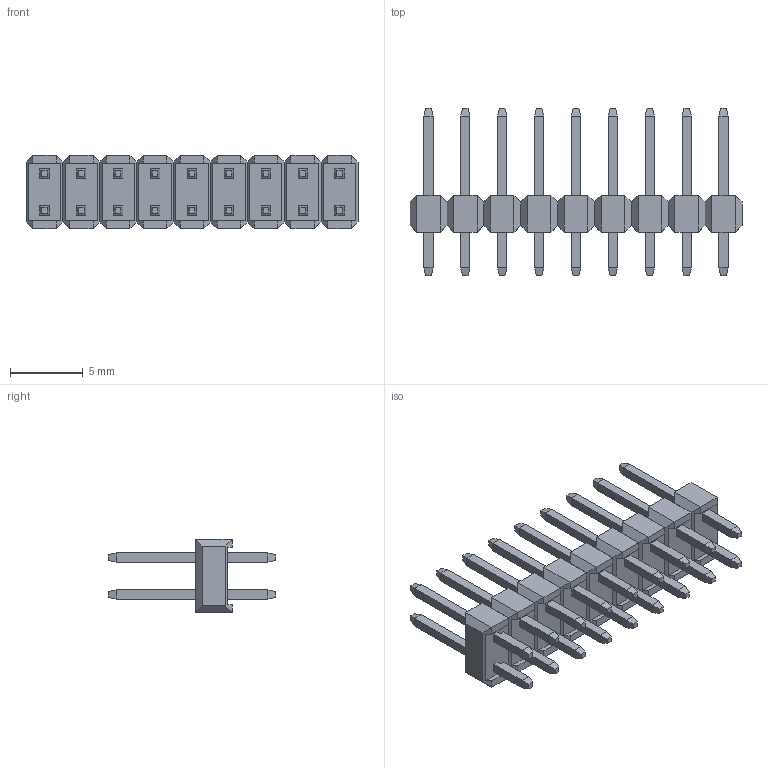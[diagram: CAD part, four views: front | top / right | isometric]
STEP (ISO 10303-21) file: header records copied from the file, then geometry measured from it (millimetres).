
FILE_DESCRIPTION (( 'STEP AP214' ), '1' );
FILE_NAME ('HEADER 2X9.STEP', '2013-11-27T11:07:08', ( '' ), ( '' ), 'SwSTEP 2.0', 'SolidWorks 2012', '' );
FILE_SCHEMA (( 'AUTOMOTIVE_DESIGN' ));
Length unit declared in the file: millimetre
Products named in the file (1): HEADER 2X9
Bounding box: 22.86 x 11.54 x 5.04 mm (x, y, z)
Volume: 311.3 mm3; surface area: 802.4 mm2
Topology: 1 solids, 1 shells, 474 faces, 1060 edges, 624 vertices
Faces by surface type: plane 474
Entity records: 17788 total; most frequent: CARTESIAN_POINT 2159, ORIENTED_EDGE 2120, DIRECTION 2010, LINE 1060, EDGE_CURVE 1060, VECTOR 1060, VERTEX_POINT 624, EDGE_LOOP 510
